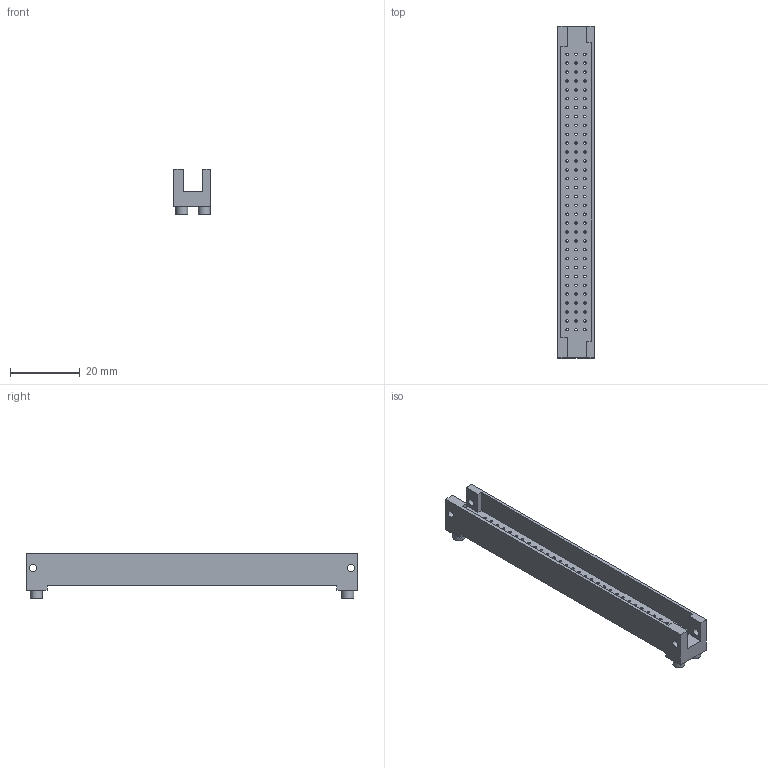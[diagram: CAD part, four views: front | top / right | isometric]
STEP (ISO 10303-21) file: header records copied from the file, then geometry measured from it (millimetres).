
FILE_DESCRIPTION(/* description */ (''),/* implementation_level */ '2;1');
FILE_NAME(/* name */ 'HARTING_09 03 000 9956.stp',/* time_stamp */ '2016-12-20T11:09:38+01:00',/* author */ ('jchouvet'),/* organization */ (''),/* preprocessor_version */ 'ST-DEVELOPER v16.1',/* originating_system */ 'AutoCAD Mechanical',/* authorisation */ '');
FILE_SCHEMA (('AUTOMOTIVE_DESIGN { 1 0 10303 214 3 1 1 }'));
Length unit declared in the file: millimetre
Products named in the file (1): Product
Bounding box: 10.5 x 94.9 x 13.05 mm (x, y, z)
Volume: 4332.1 mm3; surface area: 5910.7 mm2
Topology: 1 solids, 1 shells, 130 faces, 372 edges, 248 vertices
Faces by surface type: cylinder 104, plane 26
Full cylindrical faces by diameter (mm): 0.7 x96, 2.1 x4, 3.4 x4
Entity records: 4276 total; most frequent: DIRECTION 738, CARTESIAN_POINT 647, ORIENTED_EDGE 536, EDGE_LOOP 438, AXIS2_PLACEMENT_3D 339, FACE_BOUND 308, EDGE_CURVE 268, VERTEX_POINT 248
